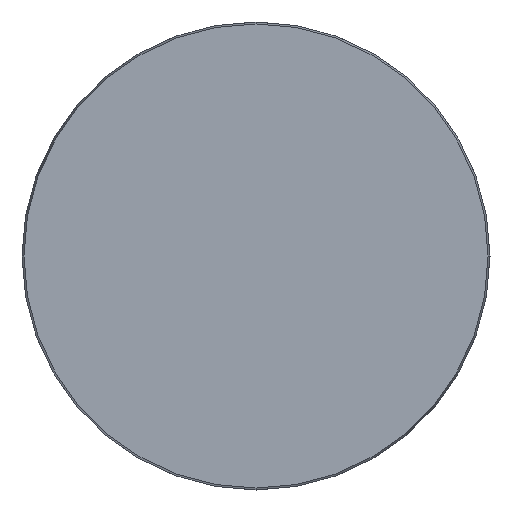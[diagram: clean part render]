
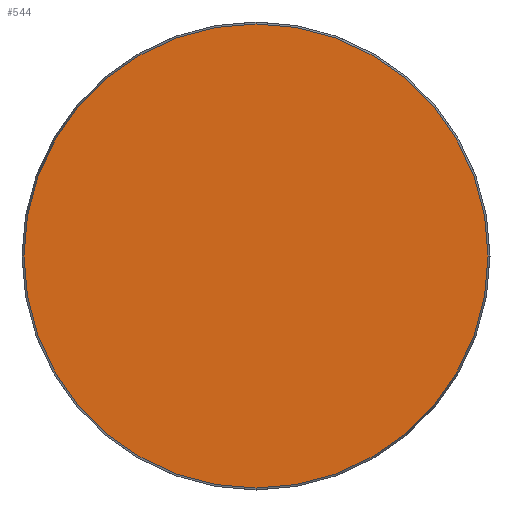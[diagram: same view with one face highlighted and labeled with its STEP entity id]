
A CAD part, front view. The second image highlights one B-rep face of the part: STEP entity #544.
In plain terms, the highlighted planar face has unit normal (0, -1, 0).
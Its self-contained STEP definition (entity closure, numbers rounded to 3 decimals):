
#34 = DIRECTION ( 'NONE',  ( 0., 1., 0. ) ) ;
#162 = ORIENTED_EDGE ( 'NONE', *, *, #566, .T. ) ;
#210 = DIRECTION ( 'NONE',  ( 0., 0., 1. ) ) ;
#291 = CARTESIAN_POINT ( 'NONE',  ( 0., 0., -68.425 ) ) ;
#356 = CIRCLE ( 'NONE', #535, 68.425 ) ;
#427 = CARTESIAN_POINT ( 'NONE',  ( 0., 0., 0. ) ) ;
#489 = DIRECTION ( 'NONE',  ( 0., 0., -1. ) ) ;
#535 = AXIS2_PLACEMENT_3D ( 'NONE', #427, #662, #489 ) ;
#544 = ADVANCED_FACE ( 'NONE', ( #547 ), #731, .F. ) ;
#547 = FACE_OUTER_BOUND ( 'NONE', #609, .T. ) ;
#566 = EDGE_CURVE ( 'NONE', #692, #692, #356, .T. ) ;
#609 = EDGE_LOOP ( 'NONE', ( #162 ) ) ;
#651 = AXIS2_PLACEMENT_3D ( 'NONE', #655, #34, #210 ) ;
#655 = CARTESIAN_POINT ( 'NONE',  ( -68.425, 0., 0. ) ) ;
#662 = DIRECTION ( 'NONE',  ( 0., -1., 0. ) ) ;
#692 = VERTEX_POINT ( 'NONE', #291 ) ;
#731 = PLANE ( 'NONE',  #651 ) ;
